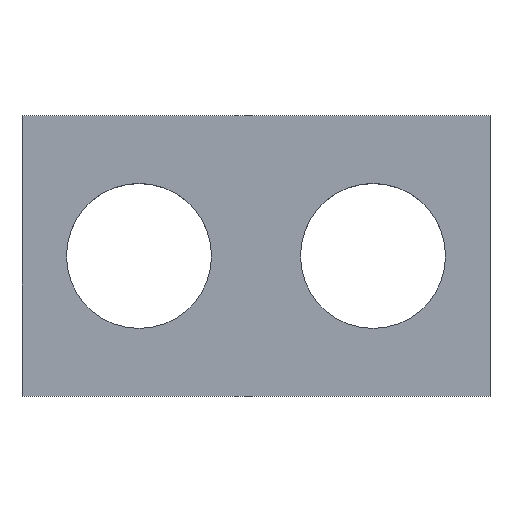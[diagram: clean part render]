
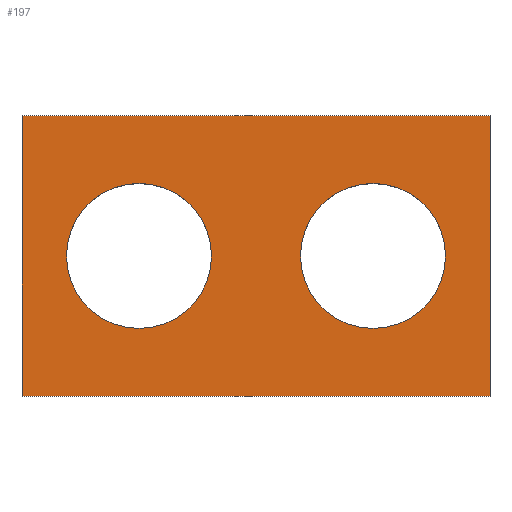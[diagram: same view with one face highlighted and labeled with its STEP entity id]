
A CAD part, top view. The second image highlights one B-rep face of the part: STEP entity #197.
In plain terms, the highlighted planar face has unit normal (0, 0, 1).
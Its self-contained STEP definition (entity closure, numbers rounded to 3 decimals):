
#6 = DIRECTION ( 'NONE',  ( 0., 0., 1. ) ) ;
#14 = FACE_BOUND ( 'NONE', #263, .T. ) ;
#18 = ORIENTED_EDGE ( 'NONE', *, *, #80, .F. ) ;
#21 = CIRCLE ( 'NONE', #333, 1.55 ) ;
#26 = VERTEX_POINT ( 'NONE', #76 ) ;
#32 = CARTESIAN_POINT ( 'NONE',  ( 0., 6., 2. ) ) ;
#33 = DIRECTION ( 'NONE',  ( 1., 0., 0. ) ) ;
#35 = ORIENTED_EDGE ( 'NONE', *, *, #267, .T. ) ;
#40 = EDGE_LOOP ( 'NONE', ( #35, #81, #334, #50 ) ) ;
#43 = VECTOR ( 'NONE', #230, 1000. ) ;
#47 = AXIS2_PLACEMENT_3D ( 'NONE', #169, #311, #146 ) ;
#50 = ORIENTED_EDGE ( 'NONE', *, *, #248, .T. ) ;
#54 = VERTEX_POINT ( 'NONE', #183 ) ;
#55 = CARTESIAN_POINT ( 'NONE',  ( 9.05, 3., 2. ) ) ;
#58 = DIRECTION ( 'NONE',  ( 0., 0., -1. ) ) ;
#60 = CARTESIAN_POINT ( 'NONE',  ( 7.5, 3., 2. ) ) ;
#61 = CARTESIAN_POINT ( 'NONE',  ( 0.95, 3., 2. ) ) ;
#63 = DIRECTION ( 'NONE',  ( 1., 0., 0. ) ) ;
#70 = LINE ( 'NONE', #283, #106 ) ;
#72 = LINE ( 'NONE', #32, #269 ) ;
#74 = VERTEX_POINT ( 'NONE', #61 ) ;
#76 = CARTESIAN_POINT ( 'NONE',  ( 10., 6., 2. ) ) ;
#80 = EDGE_CURVE ( 'NONE', #74, #156, #312, .T. ) ;
#81 = ORIENTED_EDGE ( 'NONE', *, *, #221, .F. ) ;
#86 = DIRECTION ( 'NONE',  ( 1., 0., 0. ) ) ;
#88 = DIRECTION ( 'NONE',  ( 1., 0., 0. ) ) ;
#101 = EDGE_CURVE ( 'NONE', #156, #74, #235, .T. ) ;
#102 = AXIS2_PLACEMENT_3D ( 'NONE', #166, #58, #213 ) ;
#106 = VECTOR ( 'NONE', #88, 1000. ) ;
#108 = FACE_OUTER_BOUND ( 'NONE', #40, .T. ) ;
#124 = AXIS2_PLACEMENT_3D ( 'NONE', #60, #244, #86 ) ;
#127 = VERTEX_POINT ( 'NONE', #309 ) ;
#128 = CIRCLE ( 'NONE', #124, 1.55 ) ;
#138 = EDGE_CURVE ( 'NONE', #331, #54, #21, .T. ) ;
#139 = FACE_BOUND ( 'NONE', #238, .T. ) ;
#146 = DIRECTION ( 'NONE',  ( 1., 0., 0. ) ) ;
#150 = CARTESIAN_POINT ( 'NONE',  ( 7.5, 3., 2. ) ) ;
#156 = VERTEX_POINT ( 'NONE', #315 ) ;
#166 = CARTESIAN_POINT ( 'NONE',  ( 0., 0., 2. ) ) ;
#168 = DIRECTION ( 'NONE',  ( -1., 0., 0. ) ) ;
#169 = CARTESIAN_POINT ( 'NONE',  ( 2.5, 3., 2. ) ) ;
#181 = VECTOR ( 'NONE', #215, 1000. ) ;
#183 = CARTESIAN_POINT ( 'NONE',  ( 5.95, 3., 2. ) ) ;
#197 = ADVANCED_FACE ( 'NONE', ( #108, #14, #139 ), #319, .F. ) ;
#213 = DIRECTION ( 'NONE',  ( -1., 0., 0. ) ) ;
#214 = CARTESIAN_POINT ( 'NONE',  ( 2.5, 3., 2. ) ) ;
#215 = DIRECTION ( 'NONE',  ( 0., -1., 0. ) ) ;
#221 = EDGE_CURVE ( 'NONE', #26, #127, #260, .T. ) ;
#228 = EDGE_CURVE ( 'NONE', #54, #331, #128, .T. ) ;
#230 = DIRECTION ( 'NONE',  ( 0., -1., 0. ) ) ;
#235 = CIRCLE ( 'NONE', #274, 1.55 ) ;
#238 = EDGE_LOOP ( 'NONE', ( #240, #359 ) ) ;
#239 = CARTESIAN_POINT ( 'NONE',  ( 0., 0., 2. ) ) ;
#240 = ORIENTED_EDGE ( 'NONE', *, *, #228, .F. ) ;
#244 = DIRECTION ( 'NONE',  ( 0., 0., 1. ) ) ;
#248 = EDGE_CURVE ( 'NONE', #298, #354, #329, .T. ) ;
#250 = EDGE_CURVE ( 'NONE', #26, #298, #72, .T. ) ;
#253 = CARTESIAN_POINT ( 'NONE',  ( 10., 6., 2. ) ) ;
#260 = LINE ( 'NONE', #253, #43 ) ;
#263 = EDGE_LOOP ( 'NONE', ( #18, #308 ) ) ;
#267 = EDGE_CURVE ( 'NONE', #354, #127, #70, .T. ) ;
#269 = VECTOR ( 'NONE', #168, 1000. ) ;
#274 = AXIS2_PLACEMENT_3D ( 'NONE', #214, #343, #33 ) ;
#283 = CARTESIAN_POINT ( 'NONE',  ( 200., 0., 2. ) ) ;
#285 = CARTESIAN_POINT ( 'NONE',  ( 0., 6., 2. ) ) ;
#298 = VERTEX_POINT ( 'NONE', #285 ) ;
#308 = ORIENTED_EDGE ( 'NONE', *, *, #101, .F. ) ;
#309 = CARTESIAN_POINT ( 'NONE',  ( 10., 0., 2. ) ) ;
#311 = DIRECTION ( 'NONE',  ( 0., 0., 1. ) ) ;
#312 = CIRCLE ( 'NONE', #47, 1.55 ) ;
#313 = CARTESIAN_POINT ( 'NONE',  ( 0., 0., 2. ) ) ;
#315 = CARTESIAN_POINT ( 'NONE',  ( 4.05, 3., 2. ) ) ;
#319 = PLANE ( 'NONE',  #102 ) ;
#329 = LINE ( 'NONE', #313, #181 ) ;
#331 = VERTEX_POINT ( 'NONE', #55 ) ;
#333 = AXIS2_PLACEMENT_3D ( 'NONE', #150, #6, #63 ) ;
#334 = ORIENTED_EDGE ( 'NONE', *, *, #250, .T. ) ;
#343 = DIRECTION ( 'NONE',  ( 0., 0., 1. ) ) ;
#354 = VERTEX_POINT ( 'NONE', #239 ) ;
#359 = ORIENTED_EDGE ( 'NONE', *, *, #138, .F. ) ;
